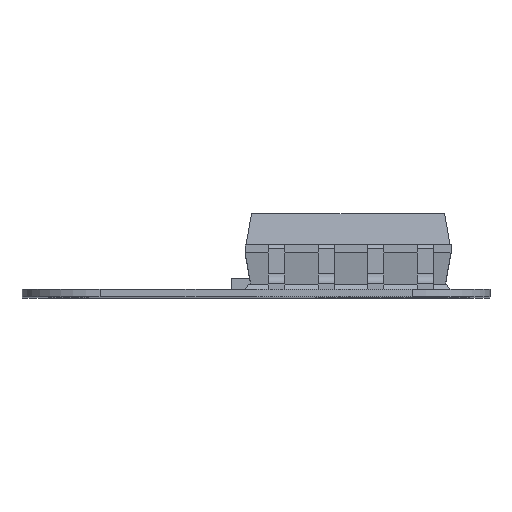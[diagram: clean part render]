
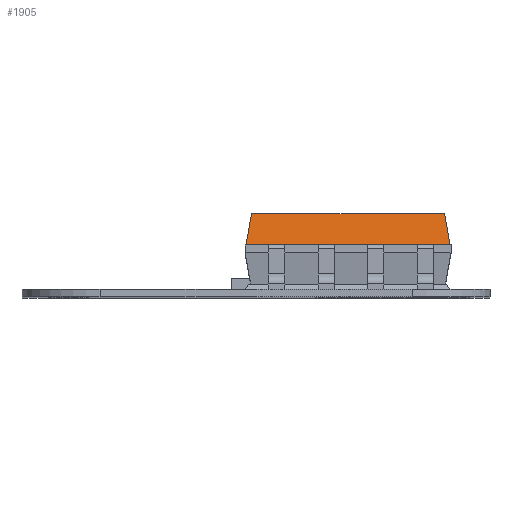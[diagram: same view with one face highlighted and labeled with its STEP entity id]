
A CAD part, top view. The second image highlights one B-rep face of the part: STEP entity #1905.
In plain terms, the highlighted planar face has unit normal (0, 0.174, 0.985).
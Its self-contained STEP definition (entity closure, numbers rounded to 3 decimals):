
#39 = VECTOR ( 'NONE', #656, 1000. ) ;
#126 = DIRECTION ( 'NONE',  ( 1., 0., 0. ) ) ;
#506 = CARTESIAN_POINT ( 'NONE',  ( -2.615, 0., 2.615 ) ) ;
#591 = ORIENTED_EDGE ( 'NONE', *, *, #1894, .T. ) ;
#656 = DIRECTION ( 'NONE',  ( 0.171, -0.97, 0.171 ) ) ;
#687 = DIRECTION ( 'NONE',  ( 1., 0., 0. ) ) ;
#792 = DIRECTION ( 'NONE',  ( 0., 0.174, 0.985 ) ) ;
#825 = CARTESIAN_POINT ( 'NONE',  ( -2.615, 0., 2.615 ) ) ;
#983 = VERTEX_POINT ( 'NONE', #1714 ) ;
#1059 = CARTESIAN_POINT ( 'NONE',  ( -2.615, 0.8, 2.474 ) ) ;
#1348 = VERTEX_POINT ( 'NONE', #2713 ) ;
#1426 = LINE ( 'NONE', #1059, #3006 ) ;
#1521 = ORIENTED_EDGE ( 'NONE', *, *, #4292, .F. ) ;
#1533 = EDGE_CURVE ( 'NONE', #1348, #983, #1426, .T. ) ;
#1669 = LINE ( 'NONE', #4030, #39 ) ;
#1699 = DIRECTION ( 'NONE',  ( -0.171, -0.97, 0.171 ) ) ;
#1714 = CARTESIAN_POINT ( 'NONE',  ( 2.474, 0.8, 2.474 ) ) ;
#1894 = EDGE_CURVE ( 'NONE', #2059, #3281, #4064, .T. ) ;
#1905 = ADVANCED_FACE ( 'NONE', ( #3063 ), #2188, .T. ) ;
#1973 = EDGE_LOOP ( 'NONE', ( #591, #1521, #2661, #2539 ) ) ;
#2059 = VERTEX_POINT ( 'NONE', #3709 ) ;
#2176 = DIRECTION ( 'NONE',  ( 0., -0.985, 0.174 ) ) ;
#2188 = PLANE ( 'NONE',  #3871 ) ;
#2290 = EDGE_CURVE ( 'NONE', #1348, #2059, #3393, .T. ) ;
#2539 = ORIENTED_EDGE ( 'NONE', *, *, #2290, .T. ) ;
#2661 = ORIENTED_EDGE ( 'NONE', *, *, #1533, .F. ) ;
#2700 = VECTOR ( 'NONE', #1699, 1000. ) ;
#2713 = CARTESIAN_POINT ( 'NONE',  ( -2.474, 0.8, 2.474 ) ) ;
#3006 = VECTOR ( 'NONE', #687, 1000. ) ;
#3063 = FACE_OUTER_BOUND ( 'NONE', #1973, .T. ) ;
#3094 = CARTESIAN_POINT ( 'NONE',  ( 2.615, 0., 2.615 ) ) ;
#3281 = VERTEX_POINT ( 'NONE', #3094 ) ;
#3393 = LINE ( 'NONE', #3725, #2700 ) ;
#3709 = CARTESIAN_POINT ( 'NONE',  ( -2.615, 0., 2.615 ) ) ;
#3725 = CARTESIAN_POINT ( 'NONE',  ( -2.615, 0., 2.615 ) ) ;
#3871 = AXIS2_PLACEMENT_3D ( 'NONE', #506, #792, #2176 ) ;
#3950 = VECTOR ( 'NONE', #126, 1000. ) ;
#4030 = CARTESIAN_POINT ( 'NONE',  ( 2.462, 0.868, 2.462 ) ) ;
#4064 = LINE ( 'NONE', #825, #3950 ) ;
#4292 = EDGE_CURVE ( 'NONE', #983, #3281, #1669, .T. ) ;
